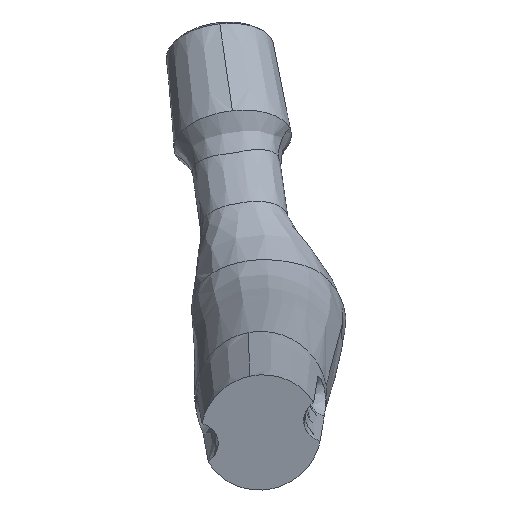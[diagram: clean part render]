
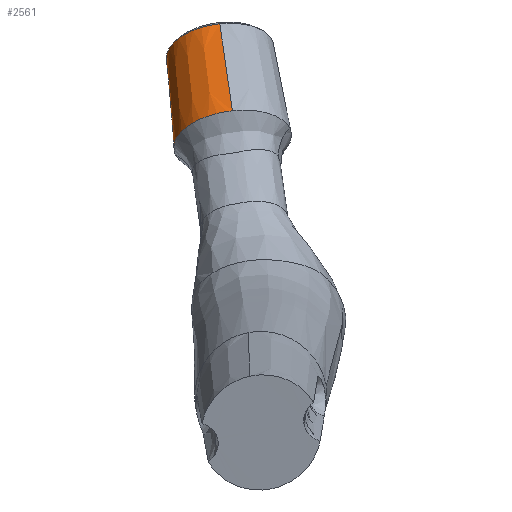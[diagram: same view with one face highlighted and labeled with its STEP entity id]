
A CAD part, left-side view. The second image highlights one B-rep face of the part: STEP entity #2561.
In plain terms, the highlighted conical face has half-angle 2.75 degrees and reference radius 6.838 mm.
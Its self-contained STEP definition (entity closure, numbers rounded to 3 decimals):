
#49 = CARTESIAN_POINT ( 'NONE',  ( 15.784, 4.59, -20.558 ) ) ;
#122 = CARTESIAN_POINT ( 'NONE',  ( 14.706, -0.689, -21.798 ) ) ;
#439 = CARTESIAN_POINT ( 'NONE',  ( 19.84, 6.761, -15.892 ) ) ;
#515 = CARTESIAN_POINT ( 'NONE',  ( 23.633, 0.689, -11.529 ) ) ;
#601 = CARTESIAN_POINT ( 'NONE',  ( 23.342, 2.538, -11.864 ) ) ;
#731 = CARTESIAN_POINT ( 'NONE',  ( 23.562, 1.445, -11.611 ) ) ;
#735 = CARTESIAN_POINT ( 'NONE',  ( 14.683, 0., -21.825 ) ) ;
#764 = EDGE_CURVE ( 'NONE', #2976, #3686, #4798, .T. ) ;
#769 = EDGE_LOOP ( 'NONE', ( #5707, #3751, #6030, #3039, #2543, #5653 ) ) ;
#857 = DIRECTION ( 'NONE',  ( 0.755, 0., -0.656 ) ) ;
#915 = CARTESIAN_POINT ( 'NONE',  ( 19.201, 6.842, -16.628 ) ) ;
#1041 = CARTESIAN_POINT ( 'NONE',  ( 18.245, 6.709, -17.727 ) ) ;
#1075 = CONICAL_SURFACE ( 'NONE', #3537, 6.838, 0.048 ) ;
#1205 = CARTESIAN_POINT ( 'NONE',  ( 22.048, 5.259, -13.353 ) ) ;
#1361 = CARTESIAN_POINT ( 'NONE',  ( 23.633, 0.689, -11.529 ) ) ;
#1463 = CARTESIAN_POINT ( 'NONE',  ( 21.446, 5.904, -14.046 ) ) ;
#1494 = CARTESIAN_POINT ( 'NONE',  ( 14.72, 1.005, -21.783 ) ) ;
#1578 = CARTESIAN_POINT ( 'NONE',  ( 5.887, -0.63, -13.36 ) ) ;
#2007 = CARTESIAN_POINT ( 'NONE',  ( 16.759, 5.849, -19.437 ) ) ;
#2072 = CARTESIAN_POINT ( 'NONE',  ( 14.683, 0., -21.825 ) ) ;
#2091 = B_SPLINE_CURVE_WITH_KNOTS ( 'NONE', 3,
 ( #4608, #3095, #2170, #2072 ),
 .UNSPECIFIED., .F., .F.,
 ( 4, 4 ),
 ( 0.931, 1. ),
 .UNSPECIFIED. ) ;
#2096 = CARTESIAN_POINT ( 'NONE',  ( 19.17, 0., -16.664 ) ) ;
#2170 = CARTESIAN_POINT ( 'NONE',  ( 14.683, -0.23, -21.825 ) ) ;
#2214 = VECTOR ( 'NONE', #3910, 1000. ) ;
#2389 = CARTESIAN_POINT ( 'NONE',  ( 19.682, 6.798, -16.074 ) ) ;
#2399 = B_SPLINE_CURVE_WITH_KNOTS ( 'NONE', 3,
 ( #5886, #2483, #1494, #3446, #4832, #4445, #49, #2007, #4350, #1041, #5952, #6338, #915, #3962, #2389, #439 ),
 .UNSPECIFIED., .F., .F.,
 ( 4, 2, 2, 2, 2, 2, 2, 4 ),
 ( 0., 0.125, 0.25, 0.5, 0.75, 0.875, 0.937, 1. ),
 .UNSPECIFIED. ) ;
#2407 = VECTOR ( 'NONE', #2946, 1000. ) ;
#2483 = CARTESIAN_POINT ( 'NONE',  ( 14.683, 0.505, -21.825 ) ) ;
#2543 = ORIENTED_EDGE ( 'NONE', *, *, #5217, .F. ) ;
#2561 = ADVANCED_FACE ( '0:154', ( #5527 ), #1075, .T. ) ;
#2842 = AXIS2_PLACEMENT_3D ( 'NONE', #3808, #857, #4803 ) ;
#2898 = CARTESIAN_POINT ( 'NONE',  ( 19.84, 6.761, -15.892 ) ) ;
#2942 = CARTESIAN_POINT ( 'NONE',  ( 14.706, -0.689, -21.798 ) ) ;
#2946 = DIRECTION ( 'NONE',  ( 0.785, 0.005, -0.619 ) ) ;
#2976 = VERTEX_POINT ( 'NONE', #1578 ) ;
#3039 = ORIENTED_EDGE ( 'NONE', *, *, #4829, .F. ) ;
#3065 = CARTESIAN_POINT ( 'NONE',  ( 23.429, 2.179, -11.764 ) ) ;
#3095 = CARTESIAN_POINT ( 'NONE',  ( 14.691, -0.46, -21.816 ) ) ;
#3131 = VERTEX_POINT ( 'NONE', #1361 ) ;
#3141 = VERTEX_POINT ( 'NONE', #735 ) ;
#3415 = CARTESIAN_POINT ( 'NONE',  ( 21.655, 5.705, -13.805 ) ) ;
#3446 = CARTESIAN_POINT ( 'NONE',  ( 14.864, 1.984, -21.617 ) ) ;
#3523 = LINE ( 'NONE', #2942, #2214 ) ;
#3537 = AXIS2_PLACEMENT_3D ( 'NONE', #2096, #5911, #5016 ) ;
#3603 = CARTESIAN_POINT ( 'NONE',  ( 19.84, 6.761, -15.892 ) ) ;
#3686 = VERTEX_POINT ( 'NONE', #5298 ) ;
#3751 = ORIENTED_EDGE ( 'NONE', *, *, #4367, .T. ) ;
#3808 = CARTESIAN_POINT ( 'NONE',  ( 9.968, 0., -8.665 ) ) ;
#3850 = B_SPLINE_CURVE_WITH_KNOTS ( 'NONE', 3,
 ( #2898, #3900, #5857, #1463, #3415, #1205, #4544, #4064, #4643, #601, #3065, #731, #6119, #5568 ),
 .UNSPECIFIED., .F., .F.,
 ( 4, 2, 2, 2, 2, 2, 4 ),
 ( 0., 0.233, 0.349, 0.465, 0.698, 0.814, 0.931 ),
 .UNSPECIFIED. ) ;
#3900 = CARTESIAN_POINT ( 'NONE',  ( 20.325, 6.649, -15.334 ) ) ;
#3910 = DIRECTION ( 'NONE',  ( 0.723, -0.005, -0.691 ) ) ;
#3962 = CARTESIAN_POINT ( 'NONE',  ( 19.523, 6.821, -16.257 ) ) ;
#4064 = CARTESIAN_POINT ( 'NONE',  ( 22.742, 4.203, -12.554 ) ) ;
#4213 = VERTEX_POINT ( 'NONE', #3603 ) ;
#4350 = CARTESIAN_POINT ( 'NONE',  ( 17.333, 6.312, -18.777 ) ) ;
#4367 = EDGE_CURVE ( 'NONE', #3686, #3131, #5968, .T. ) ;
#4445 = CARTESIAN_POINT ( 'NONE',  ( 15.383, 3.797, -21.02 ) ) ;
#4544 = CARTESIAN_POINT ( 'NONE',  ( 22.232, 5.011, -13.141 ) ) ;
#4608 = CARTESIAN_POINT ( 'NONE',  ( 14.706, -0.689, -21.798 ) ) ;
#4643 = CARTESIAN_POINT ( 'NONE',  ( 23.027, 3.572, -12.227 ) ) ;
#4798 = CIRCLE ( 'NONE', #2842, 6.252 ) ;
#4803 = DIRECTION ( 'NONE',  ( -0.656, 0., -0.755 ) ) ;
#4829 = EDGE_CURVE ( 'NONE', #3141, #4213, #2399, .T. ) ;
#4832 = CARTESIAN_POINT ( 'NONE',  ( 14.971, 2.46, -21.494 ) ) ;
#5016 = DIRECTION ( 'NONE',  ( -0.653, -0.101, -0.751 ) ) ;
#5028 = EDGE_CURVE ( 'NONE', #4213, #3131, #3850, .T. ) ;
#5198 = VERTEX_POINT ( 'NONE', #122 ) ;
#5217 = EDGE_CURVE ( 'NONE', #5198, #3141, #2091, .T. ) ;
#5298 = CARTESIAN_POINT ( 'NONE',  ( 14.049, 0.63, -3.97 ) ) ;
#5527 = FACE_OUTER_BOUND ( 'NONE', #769, .T. ) ;
#5568 = CARTESIAN_POINT ( 'NONE',  ( 23.633, 0.689, -11.529 ) ) ;
#5653 = ORIENTED_EDGE ( 'NONE', *, *, #5978, .F. ) ;
#5707 = ORIENTED_EDGE ( 'NONE', *, *, #764, .T. ) ;
#5857 = CARTESIAN_POINT ( 'NONE',  ( 20.793, 6.418, -14.796 ) ) ;
#5886 = CARTESIAN_POINT ( 'NONE',  ( 14.683, 0., -21.825 ) ) ;
#5911 = DIRECTION ( 'NONE',  ( 0.755, 0., -0.656 ) ) ;
#5952 = CARTESIAN_POINT ( 'NONE',  ( 18.557, 6.792, -17.368 ) ) ;
#5968 = LINE ( 'NONE', #515, #2407 ) ;
#5978 = EDGE_CURVE ( 'NONE', #2976, #5198, #3523, .T. ) ;
#6030 = ORIENTED_EDGE ( 'NONE', *, *, #5028, .F. ) ;
#6119 = CARTESIAN_POINT ( 'NONE',  ( 23.608, 1.07, -11.558 ) ) ;
#6338 = CARTESIAN_POINT ( 'NONE',  ( 19.039, 6.84, -16.814 ) ) ;
